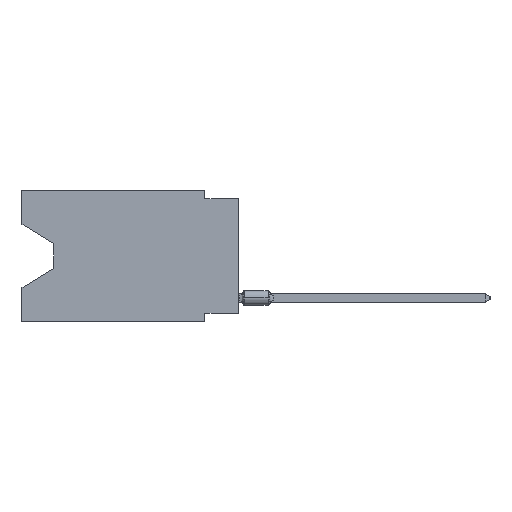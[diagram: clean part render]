
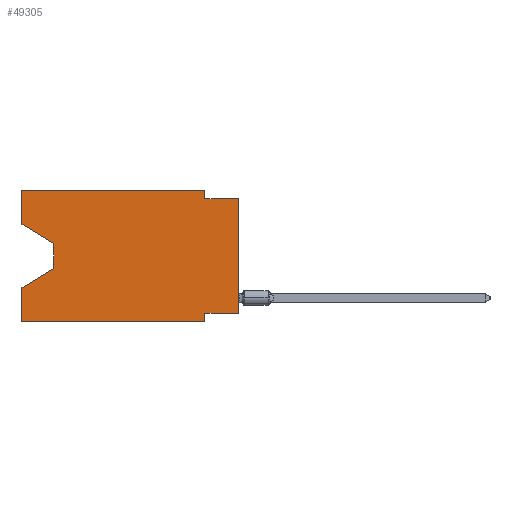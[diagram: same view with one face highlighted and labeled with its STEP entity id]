
A CAD part, left-side view. The second image highlights one B-rep face of the part: STEP entity #49305.
In plain terms, the highlighted planar face has unit normal (-1, 0, 0).
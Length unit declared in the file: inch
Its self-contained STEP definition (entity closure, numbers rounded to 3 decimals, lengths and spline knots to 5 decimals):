
#26 = ORIENTED_EDGE ( 'NONE', *, *, #19737, .F. ) ;
#1618 = EDGE_CURVE ( 'NONE', #73492, #4330, #52066, .T. ) ;
#4330 = VERTEX_POINT ( 'NONE', #21158 ) ;
#5299 = DIRECTION ( 'NONE',  ( 0., 0., -1. ) ) ;
#5913 = DIRECTION ( 'NONE',  ( 0., 0., -1. ) ) ;
#6888 = CARTESIAN_POINT ( 'NONE',  ( 0., 0.1, -0.365 ) ) ;
#7808 = CARTESIAN_POINT ( 'NONE',  ( 0., 0.645, -0.28975 ) ) ;
#9099 = CARTESIAN_POINT ( 'NONE',  ( 0., 0.645, 0. ) ) ;
#9783 = VECTOR ( 'NONE', #39481, 39.37008 ) ;
#10121 = VERTEX_POINT ( 'NONE', #35122 ) ;
#10812 = CARTESIAN_POINT ( 'NONE',  ( 0., 0.55, -0.232 ) ) ;
#10880 = DIRECTION ( 'NONE',  ( 0., 0., -1. ) ) ;
#10910 = ORIENTED_EDGE ( 'NONE', *, *, #29950, .T. ) ;
#11837 = LINE ( 'NONE', #38610, #9783 ) ;
#12129 = VERTEX_POINT ( 'NONE', #66558 ) ;
#12155 = VECTOR ( 'NONE', #33874, 39.37008 ) ;
#12901 = VECTOR ( 'NONE', #5913, 39.37008 ) ;
#13157 = EDGE_CURVE ( 'NONE', #81896, #10121, #50814, .T. ) ;
#13917 = LINE ( 'NONE', #41118, #73201 ) ;
#14868 = ORIENTED_EDGE ( 'NONE', *, *, #74753, .F. ) ;
#16030 = ORIENTED_EDGE ( 'NONE', *, *, #37474, .T. ) ;
#16509 = DIRECTION ( 'NONE',  ( 0., 0.855, -0.519 ) ) ;
#19241 = VECTOR ( 'NONE', #78836, 39.37008 ) ;
#19258 = VERTEX_POINT ( 'NONE', #24365 ) ;
#19737 = EDGE_CURVE ( 'NONE', #4330, #54522, #72065, .T. ) ;
#21158 = CARTESIAN_POINT ( 'NONE',  ( 0., 0.1, -0.025 ) ) ;
#21375 = DIRECTION ( 'NONE',  ( 0., 0., 1. ) ) ;
#23355 = EDGE_CURVE ( 'NONE', #37744, #56391, #11837, .T. ) ;
#24365 = CARTESIAN_POINT ( 'NONE',  ( 0., 0.645, 0. ) ) ;
#25741 = EDGE_CURVE ( 'NONE', #37744, #12129, #53911, .T. ) ;
#26897 = CARTESIAN_POINT ( 'NONE',  ( 0., 0., 0. ) ) ;
#27703 = EDGE_CURVE ( 'NONE', #33466, #12129, #60288, .T. ) ;
#28199 = LINE ( 'NONE', #26897, #33584 ) ;
#28252 = LINE ( 'NONE', #40985, #32634 ) ;
#28839 = ORIENTED_EDGE ( 'NONE', *, *, #29094, .T. ) ;
#29094 = EDGE_CURVE ( 'NONE', #64609, #81896, #28252, .T. ) ;
#29950 = EDGE_CURVE ( 'NONE', #10121, #56391, #50306, .T. ) ;
#31457 = CARTESIAN_POINT ( 'NONE',  ( 0., 0.1, 0. ) ) ;
#32438 = DIRECTION ( 'NONE',  ( 0., -1., 0. ) ) ;
#32634 = VECTOR ( 'NONE', #35262, 39.37008 ) ;
#32871 = CARTESIAN_POINT ( 'NONE',  ( 0., 0.645, -0.39 ) ) ;
#33286 = CARTESIAN_POINT ( 'NONE',  ( 0., 0.645, -0.39 ) ) ;
#33466 = VERTEX_POINT ( 'NONE', #6888 ) ;
#33584 = VECTOR ( 'NONE', #81289, 39.37008 ) ;
#33874 = DIRECTION ( 'NONE',  ( 0., -1., 0. ) ) ;
#34104 = ORIENTED_EDGE ( 'NONE', *, *, #23355, .F. ) ;
#35122 = CARTESIAN_POINT ( 'NONE',  ( 0., 0.55, -0.232 ) ) ;
#35262 = DIRECTION ( 'NONE',  ( 0., -0.855, -0.519 ) ) ;
#37474 = EDGE_CURVE ( 'NONE', #62240, #54522, #28199, .T. ) ;
#37744 = VERTEX_POINT ( 'NONE', #33286 ) ;
#38223 = CARTESIAN_POINT ( 'NONE',  ( 0., 0.645, 0. ) ) ;
#38610 = CARTESIAN_POINT ( 'NONE',  ( 0., 0.645, 0. ) ) ;
#39481 = DIRECTION ( 'NONE',  ( 0., 0., 1. ) ) ;
#40459 = CARTESIAN_POINT ( 'NONE',  ( 0., 0., -0.025 ) ) ;
#40496 = ORIENTED_EDGE ( 'NONE', *, *, #56742, .F. ) ;
#40985 = CARTESIAN_POINT ( 'NONE',  ( 0., 0.645, -0.10025 ) ) ;
#41118 = CARTESIAN_POINT ( 'NONE',  ( 0., 0.645, 0. ) ) ;
#43956 = PLANE ( 'NONE',  #44635 ) ;
#44067 = ORIENTED_EDGE ( 'NONE', *, *, #25741, .T. ) ;
#44234 = CARTESIAN_POINT ( 'NONE',  ( 0., 0.55, -0.158 ) ) ;
#44635 = AXIS2_PLACEMENT_3D ( 'NONE', #38223, #77708, #5299 ) ;
#46724 = CARTESIAN_POINT ( 'NONE',  ( 0., 0.1, -0.39 ) ) ;
#46870 = DIRECTION ( 'NONE',  ( 0., -1., 0. ) ) ;
#49305 = ADVANCED_FACE ( 'NONE', ( #51385 ), #43956, .F. ) ;
#50306 = LINE ( 'NONE', #10812, #52342 ) ;
#50814 = LINE ( 'NONE', #44234, #79013 ) ;
#51055 = CARTESIAN_POINT ( 'NONE',  ( 0., 0., -0.365 ) ) ;
#51385 = FACE_OUTER_BOUND ( 'NONE', #53423, .T. ) ;
#52066 = LINE ( 'NONE', #31457, #19241 ) ;
#52342 = VECTOR ( 'NONE', #16509, 39.37008 ) ;
#53423 = EDGE_LOOP ( 'NONE', ( #28839, #80598, #10910, #34104, #44067, #58008, #62970, #16030, #26, #66140, #14868, #40496 ) ) ;
#53748 = CARTESIAN_POINT ( 'NONE',  ( 0., 0.645, -0.10025 ) ) ;
#53911 = LINE ( 'NONE', #32871, #64689 ) ;
#54522 = VERTEX_POINT ( 'NONE', #60271 ) ;
#56391 = VERTEX_POINT ( 'NONE', #7808 ) ;
#56742 = EDGE_CURVE ( 'NONE', #64609, #19258, #75764, .T. ) ;
#58008 = ORIENTED_EDGE ( 'NONE', *, *, #27703, .F. ) ;
#58496 = DIRECTION ( 'NONE',  ( 0., 1., 0. ) ) ;
#60271 = CARTESIAN_POINT ( 'NONE',  ( 0., 0., -0.025 ) ) ;
#60288 = LINE ( 'NONE', #46724, #12901 ) ;
#60703 = CARTESIAN_POINT ( 'NONE',  ( 0., 0.55, -0.158 ) ) ;
#62240 = VERTEX_POINT ( 'NONE', #63801 ) ;
#62970 = ORIENTED_EDGE ( 'NONE', *, *, #69813, .F. ) ;
#63801 = CARTESIAN_POINT ( 'NONE',  ( 0., 0., -0.365 ) ) ;
#64609 = VERTEX_POINT ( 'NONE', #53748 ) ;
#64689 = VECTOR ( 'NONE', #32438, 39.37008 ) ;
#65801 = VECTOR ( 'NONE', #58496, 39.37008 ) ;
#66140 = ORIENTED_EDGE ( 'NONE', *, *, #1618, .F. ) ;
#66558 = CARTESIAN_POINT ( 'NONE',  ( 0., 0.1, -0.39 ) ) ;
#69813 = EDGE_CURVE ( 'NONE', #62240, #33466, #78242, .T. ) ;
#70416 = VECTOR ( 'NONE', #21375, 39.37008 ) ;
#72065 = LINE ( 'NONE', #40459, #12155 ) ;
#72188 = CARTESIAN_POINT ( 'NONE',  ( 0., 0.1, 0. ) ) ;
#73201 = VECTOR ( 'NONE', #46870, 39.37008 ) ;
#73492 = VERTEX_POINT ( 'NONE', #72188 ) ;
#74753 = EDGE_CURVE ( 'NONE', #19258, #73492, #13917, .T. ) ;
#75764 = LINE ( 'NONE', #9099, #70416 ) ;
#77708 = DIRECTION ( 'NONE',  ( 1., 0., 0. ) ) ;
#78242 = LINE ( 'NONE', #51055, #65801 ) ;
#78836 = DIRECTION ( 'NONE',  ( 0., 0., -1. ) ) ;
#79013 = VECTOR ( 'NONE', #10880, 39.37008 ) ;
#80598 = ORIENTED_EDGE ( 'NONE', *, *, #13157, .T. ) ;
#81289 = DIRECTION ( 'NONE',  ( 0., 0., 1. ) ) ;
#81896 = VERTEX_POINT ( 'NONE', #60703 ) ;
